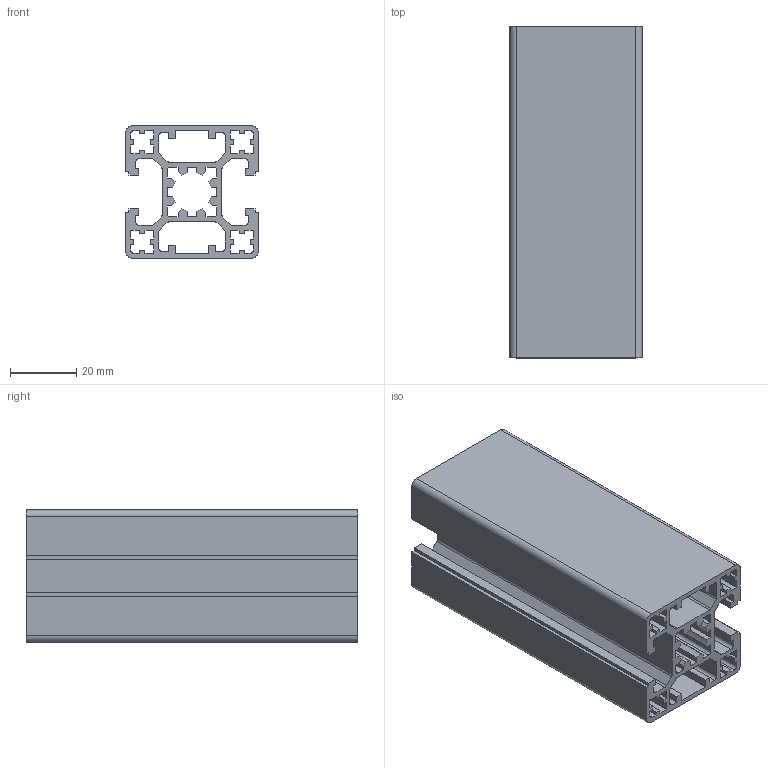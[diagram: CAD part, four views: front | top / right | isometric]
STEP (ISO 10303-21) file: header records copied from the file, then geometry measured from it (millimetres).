
FILE_DESCRIPTION(/* description */ (''),/* implementation_level */ '2;1');
FILE_NAME(/* name */ 'AST04004002O.step',/* time_stamp */ '2024-04-29T16:02:37+01:00',/* author */ ('project'),/* organization */ (''),/* preprocessor_version */ 'ST-DEVELOPER v19',/* originating_system */ 'Autodesk Inventor 2023',/* authorisation */ '');
FILE_SCHEMA (('AUTOMOTIVE_DESIGN { 1 0 10303 214 3 1 1 }'));
Length unit declared in the file: metre
Products named in the file (1): AST04004002O
Bounding box: 40 x 100 x 40 mm (x, y, z)
Volume: 54733.5 mm3; surface area: 60480.6 mm2
Topology: 1 solids, 1 shells, 230 faces, 684 edges, 456 vertices
Faces by surface type: plane 186, cylinder 44
Entity records: 7716 total; most frequent: CARTESIAN_POINT 1371, ORIENTED_EDGE 1368, DIRECTION 1234, EDGE_CURVE 684, LINE 596, VECTOR 596, VERTEX_POINT 456, AXIS2_PLACEMENT_3D 319
